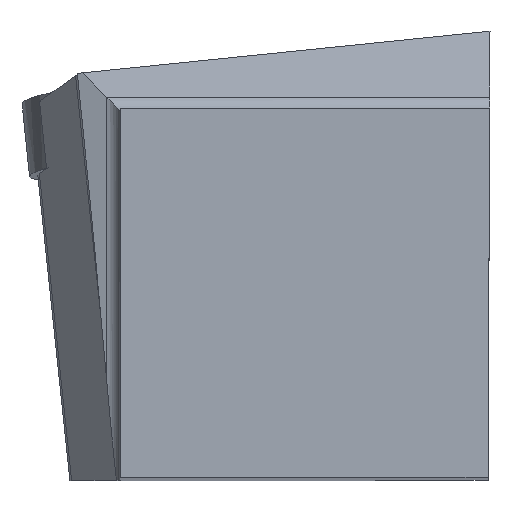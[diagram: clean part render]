
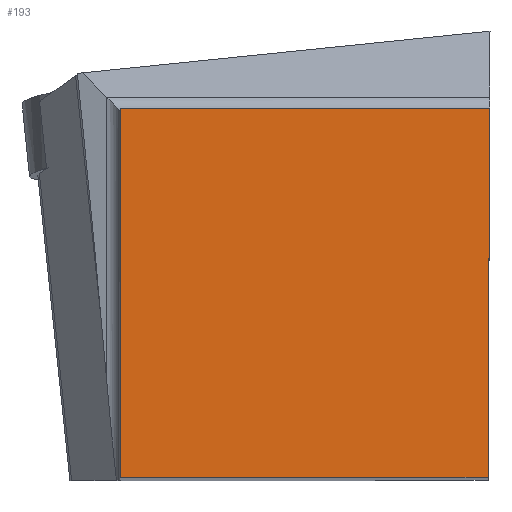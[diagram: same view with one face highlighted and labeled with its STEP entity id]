
A CAD part, top view. The second image highlights one B-rep face of the part: STEP entity #193.
In plain terms, the highlighted planar face has unit normal (0, 0, 1).
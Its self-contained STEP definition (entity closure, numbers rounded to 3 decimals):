
#91=FACE_OUTER_BOUND('',#252,.T.);
#120=LINE('',#844,#150);
#122=LINE('',#848,#152);
#123=LINE('',#851,#153);
#124=LINE('',#852,#154);
#150=VECTOR('',#638,1.);
#152=VECTOR('',#642,1.);
#153=VECTOR('',#643,1.);
#154=VECTOR('',#644,1.);
#193=ADVANCED_FACE('SHANK_FACE_BACK',(#91),#214,.F.);
#214=PLANE('',#546);
#252=EDGE_LOOP('',(#311,#312,#313,#314));
#311=ORIENTED_EDGE('',*,*,#431,.F.);
#312=ORIENTED_EDGE('',*,*,#432,.T.);
#313=ORIENTED_EDGE('',*,*,#429,.T.);
#314=ORIENTED_EDGE('',*,*,#433,.F.);
#390=VERTEX_POINT('',#843);
#391=VERTEX_POINT('',#845);
#392=VERTEX_POINT('',#849);
#393=VERTEX_POINT('',#850);
#429=EDGE_CURVE('',#391,#390,#120,.T.);
#431=EDGE_CURVE('',#392,#393,#122,.T.);
#432=EDGE_CURVE('',#392,#391,#123,.T.);
#433=EDGE_CURVE('',#393,#390,#124,.T.);
#546=AXIS2_PLACEMENT_3D('',#853,#645,#646);
#638=DIRECTION('',(0.004,1.,0.));
#642=DIRECTION('',(0.,1.,0.));
#643=DIRECTION('',(1.,0.,0.));
#644=DIRECTION('',(1.,0.,0.));
#645=DIRECTION('',(0.,0.,-1.));
#646=DIRECTION('',(-0.995,-0.105,0.));
#843=CARTESIAN_POINT('',(0.,31.85,0.));
#844=CARTESIAN_POINT('',(-0.973,-191.233,0.));
#845=CARTESIAN_POINT('',(-0.139,0.,0.));
#848=CARTESIAN_POINT('',(-31.85,-7.093,0.));
#849=CARTESIAN_POINT('',(-31.85,0.,0.));
#850=CARTESIAN_POINT('',(-31.85,31.85,0.));
#851=CARTESIAN_POINT('',(-43.893,0.,0.));
#852=CARTESIAN_POINT('',(-43.892,31.85,0.));
#853=CARTESIAN_POINT('',(0.,0.,0.));
